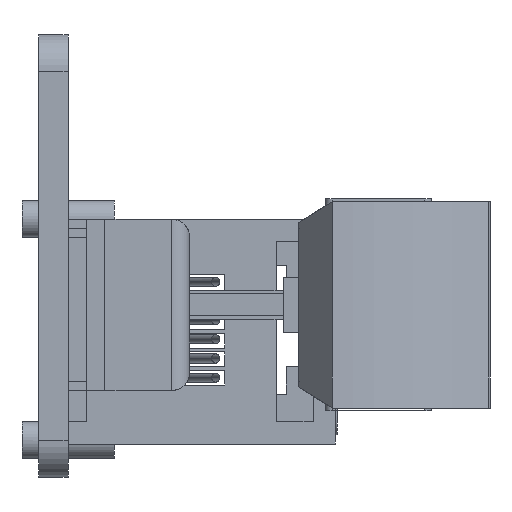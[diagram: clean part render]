
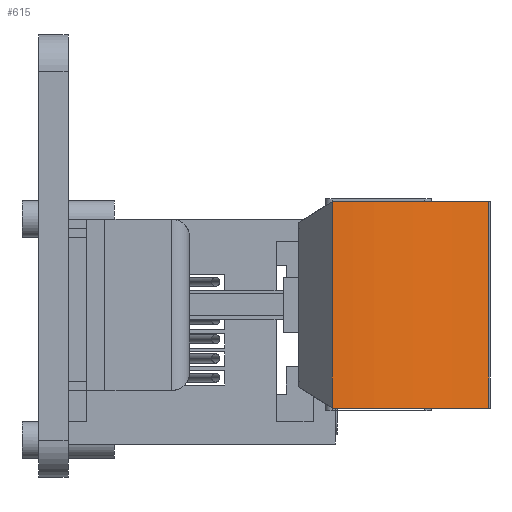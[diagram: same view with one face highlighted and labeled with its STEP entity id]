
A CAD part, left-side view. The second image highlights one B-rep face of the part: STEP entity #615.
In plain terms, the highlighted free-form (B-spline) face has degree [3, 1] with [4, 2] control points.
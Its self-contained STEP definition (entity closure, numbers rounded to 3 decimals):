
#472 = CARTESIAN_POINT ( 'NONE',  ( -12.372, -15.14, -8.25 ) ) ;
#615 = ADVANCED_FACE ( 'NONE', ( #1964 ), #6449, .F. ) ;
#809 = ORIENTED_EDGE ( 'NONE', *, *, #833, .F. ) ;
#833 = EDGE_CURVE ( 'NONE', #3135, #8504, #6265, .T. ) ;
#847 = DIRECTION ( 'NONE',  ( 0., 0., 1. ) ) ;
#1006 = CARTESIAN_POINT ( 'NONE',  ( -9.21, -23.613, -8.25 ) ) ;
#1174 = CARTESIAN_POINT ( 'NONE',  ( -9.21, -23.613, -8.25 ) ) ;
#1964 = FACE_OUTER_BOUND ( 'NONE', #13318, .T. ) ;
#2165 = EDGE_CURVE ( 'NONE', #8504, #12254, #10539, .T. ) ;
#2187 = CARTESIAN_POINT ( 'NONE',  ( -12.372, -15.14, -8.25 ) ) ;
#3135 = VERTEX_POINT ( 'NONE', #1174 ) ;
#3737 = CARTESIAN_POINT ( 'NONE',  ( -9.21, -23.613, -8.25 ) ) ;
#3739 = VECTOR ( 'NONE', #9676, 1000. ) ;
#3744 = B_SPLINE_CURVE_WITH_KNOTS ( 'NONE', 3,
 ( #11758, #12955, #5820, #14136 ),
 .UNSPECIFIED., .F., .F.,
 ( 4, 4 ),
 ( 0.022, 1. ),
 .UNSPECIFIED. ) ;
#3810 = VECTOR ( 'NONE', #847, 1000. ) ;
#4030 = CARTESIAN_POINT ( 'NONE',  ( -9.21, -23.613, 2.95 ) ) ;
#4162 = CARTESIAN_POINT ( 'NONE',  ( -12.372, -15.14, 2.95 ) ) ;
#4945 = VERTEX_POINT ( 'NONE', #9946 ) ;
#5229 = CARTESIAN_POINT ( 'NONE',  ( -11.238, -20.986, 2.95 ) ) ;
#5820 = CARTESIAN_POINT ( 'NONE',  ( -12.125, -17.796, 2.95 ) ) ;
#6265 = B_SPLINE_CURVE_WITH_KNOTS ( 'NONE', 3,
 ( #1006, #8128, #9337, #2187 ),
 .UNSPECIFIED., .F., .F.,
 ( 4, 4 ),
 ( 0.022, 1. ),
 .UNSPECIFIED. ) ;
#6425 = CARTESIAN_POINT ( 'NONE',  ( -12.125, -17.796, 2.95 ) ) ;
#6449 = B_SPLINE_SURFACE_WITH_KNOTS ( 'NONE', 3, 1, ( 
 ( #12328, #4030 ),
 ( #12382, #5229 ),
 ( #13562, #6425 ),
 ( #14755, #7644 ) ),
 .UNSPECIFIED., .F., .F., .F.,
 ( 4, 4 ),
 ( 2, 2 ),
 ( 0.022, 1. ),
 ( 0., 1. ),
 .UNSPECIFIED. ) ;
#6936 = ORIENTED_EDGE ( 'NONE', *, *, #2165, .F. ) ;
#7408 = ORIENTED_EDGE ( 'NONE', *, *, #11341, .T. ) ;
#7644 = CARTESIAN_POINT ( 'NONE',  ( -12.372, -15.14, 2.95 ) ) ;
#8128 = CARTESIAN_POINT ( 'NONE',  ( -11.238, -20.986, -8.25 ) ) ;
#8504 = VERTEX_POINT ( 'NONE', #472 ) ;
#9197 = CARTESIAN_POINT ( 'NONE',  ( -12.372, -15.14, -8.25 ) ) ;
#9337 = CARTESIAN_POINT ( 'NONE',  ( -12.125, -17.796, -8.25 ) ) ;
#9676 = DIRECTION ( 'NONE',  ( 0., 0., 1. ) ) ;
#9946 = CARTESIAN_POINT ( 'NONE',  ( -9.21, -23.613, 2.95 ) ) ;
#10539 = LINE ( 'NONE', #9197, #3810 ) ;
#10834 = ORIENTED_EDGE ( 'NONE', *, *, #11992, .T. ) ;
#11341 = EDGE_CURVE ( 'NONE', #4945, #12254, #3744, .T. ) ;
#11758 = CARTESIAN_POINT ( 'NONE',  ( -9.21, -23.613, 2.95 ) ) ;
#11992 = EDGE_CURVE ( 'NONE', #3135, #4945, #13256, .T. ) ;
#12254 = VERTEX_POINT ( 'NONE', #4162 ) ;
#12328 = CARTESIAN_POINT ( 'NONE',  ( -9.21, -23.613, -8.25 ) ) ;
#12382 = CARTESIAN_POINT ( 'NONE',  ( -11.238, -20.986, -8.25 ) ) ;
#12955 = CARTESIAN_POINT ( 'NONE',  ( -11.238, -20.986, 2.95 ) ) ;
#13256 = LINE ( 'NONE', #3737, #3739 ) ;
#13318 = EDGE_LOOP ( 'NONE', ( #809, #10834, #7408, #6936 ) ) ;
#13562 = CARTESIAN_POINT ( 'NONE',  ( -12.125, -17.796, -8.25 ) ) ;
#14136 = CARTESIAN_POINT ( 'NONE',  ( -12.372, -15.14, 2.95 ) ) ;
#14755 = CARTESIAN_POINT ( 'NONE',  ( -12.372, -15.14, -8.25 ) ) ;
